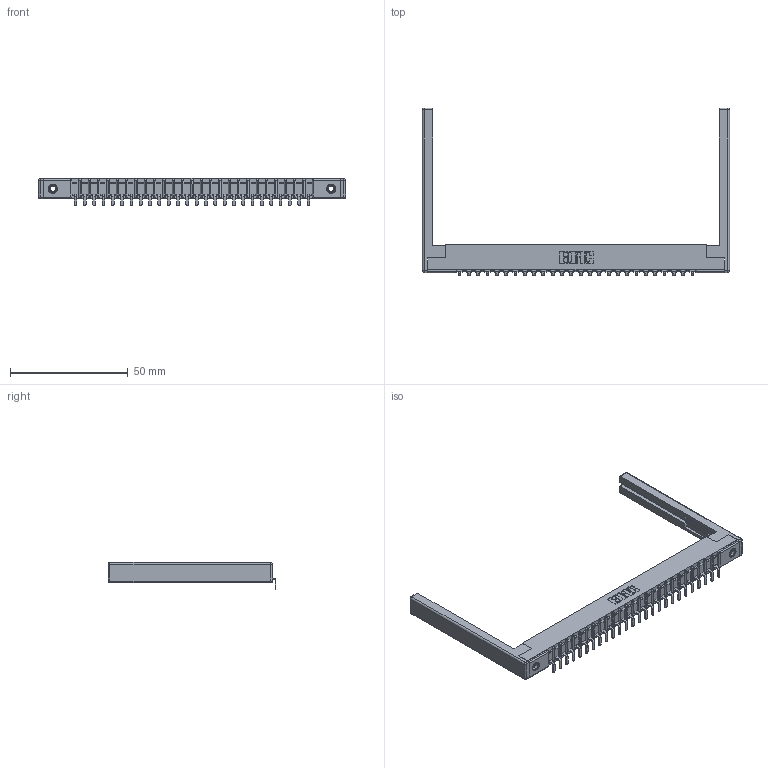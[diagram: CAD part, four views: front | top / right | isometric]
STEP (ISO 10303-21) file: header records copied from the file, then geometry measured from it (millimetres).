
FILE_DESCRIPTION (( 'STEP AP203' ), '1' );
FILE_NAME ('357-026-453-168.STEP', '2020-10-01T17:45:29', ( '' ), ( '' ), 'SwSTEP 2.0', 'SolidWorks 2020', '' );
FILE_SCHEMA (( 'CONFIG_CONTROL_DESIGN' ));
Length unit declared in the file: inch
Products named in the file (5): 357-026-453-168; 345-250-001_345-250-001-102; 307-290-002_553; 307 Part_.156 Dia Mounting Holes; 307-220-068
Assembly tree (31 placements, depth 2):
  357-026-453-168
    307 Part_.156 Dia Mounting Holes
    307-290-002_553  x26
    307-220-068  x2
    345-250-001_345-250-001-102  x2
Bounding box: 130.45 x 71.29 x 11.51 mm (x, y, z)
Volume: 13173.1 mm3; surface area: 19918.8 mm2
Topology: 31 solids, 31 shells, 2327 faces, 7057 edges, 4610 vertices
Faces by surface type: plane 1380, cylinder 869, sphere 62, cone 12, torus 4
Entity records: 27875 total; most frequent: CARTESIAN_POINT 4665, ORIENTED_EDGE 4644, DIRECTION 4558, EDGE_CURVE 2322, LINE 1768, VECTOR 1768, VERTEX_POINT 1502, AXIS2_PLACEMENT_3D 1395
